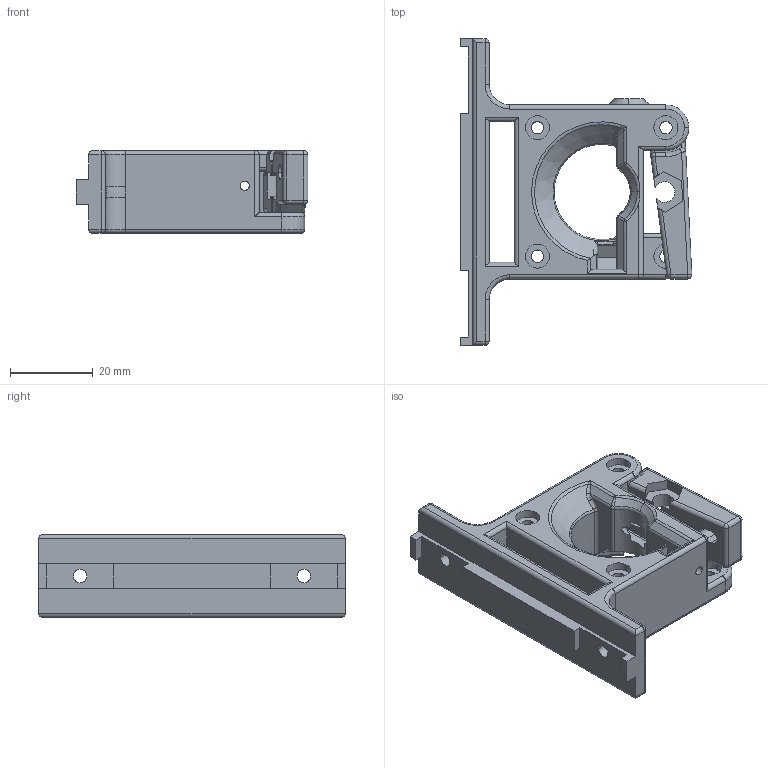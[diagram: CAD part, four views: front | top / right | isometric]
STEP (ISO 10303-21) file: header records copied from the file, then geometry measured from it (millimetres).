
FILE_DESCRIPTION (( 'STEP AP203' ), '1' );
FILE_NAME ('extruder_dd.step', '2016-03-08T04:38:22', ( '' ), ( '' ), 'SwSTEP 2.0', 'SolidWorks 2015', '' );
FILE_SCHEMA (( 'CONFIG_CONTROL_DESIGN' ));
Length unit declared in the file: millimetre
Products named in the file (3): extruder_dd_hinge; extruder_dd; extruder_dd_body
Assembly tree (2 placements, depth 2):
  extruder_dd
    extruder_dd_body
    extruder_dd_hinge
Bounding box: 55.91 x 74 x 20 mm (x, y, z)
Volume: 29950.7 mm3; surface area: 14473.6 mm2
Topology: 2 solids, 2 shells, 320 faces, 832 edges, 505 vertices
Faces by surface type: cylinder 148, plane 80, torus 31, bspline 26, sphere 22, cone 13
Entity records: 10971 total; most frequent: CARTESIAN_POINT 3056, ORIENTED_EDGE 1636, DIRECTION 1585, EDGE_CURVE 818, AXIS2_PLACEMENT_3D 617, VERTEX_POINT 504, EDGE_LOOP 354, LINE 351
